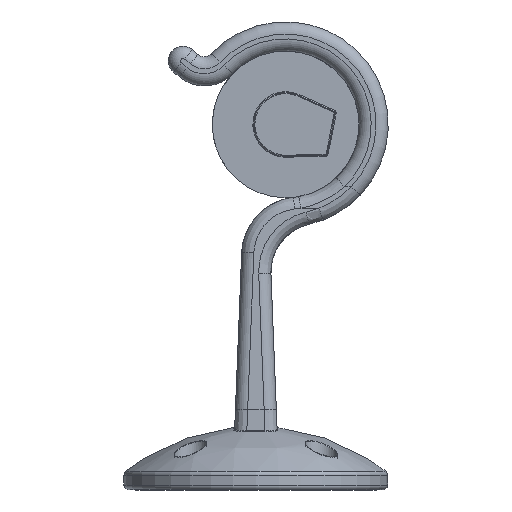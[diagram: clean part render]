
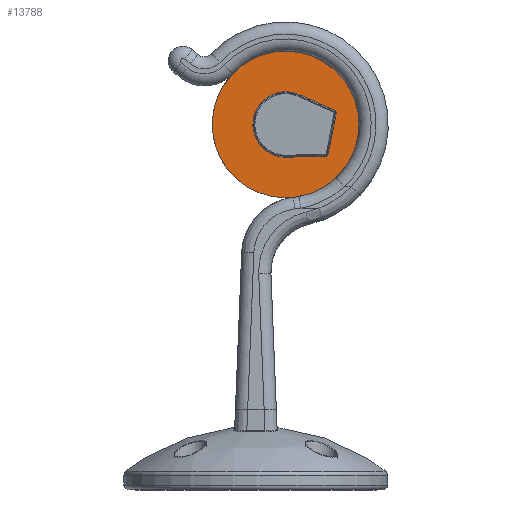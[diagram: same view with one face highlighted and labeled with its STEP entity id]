
A CAD part, left-side view. The second image highlights one B-rep face of the part: STEP entity #13788.
In plain terms, the highlighted planar face has unit normal (-1, 0, 0).
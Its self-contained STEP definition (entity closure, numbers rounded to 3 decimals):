
#93 = DIRECTION ( 'NONE',  ( 0., 0.981, 0.196 ) ) ;
#449 = VERTEX_POINT ( 'NONE', #934 ) ;
#724 = EDGE_CURVE ( 'NONE', #14855, #869, #2694, .T. ) ;
#860 = AXIS2_PLACEMENT_3D ( 'NONE', #15167, #7658, #93 ) ;
#869 = VERTEX_POINT ( 'NONE', #5475 ) ;
#934 = CARTESIAN_POINT ( 'NONE',  ( -408.97, 32.272, 5.189 ) ) ;
#987 = EDGE_CURVE ( 'NONE', #11149, #11149, #4469, .T. ) ;
#1082 = DIRECTION ( 'NONE',  ( 0., 0.981, 0.196 ) ) ;
#1499 = VERTEX_POINT ( 'NONE', #9152 ) ;
#1998 = AXIS2_PLACEMENT_3D ( 'NONE', #4726, #6025, #14807 ) ;
#2243 = DIRECTION ( 'NONE',  ( 0., 0.196, -0.981 ) ) ;
#2639 = ORIENTED_EDGE ( 'NONE', *, *, #4722, .T. ) ;
#2694 = CIRCLE ( 'NONE', #7129, 0.4 ) ;
#2775 = FACE_OUTER_BOUND ( 'NONE', #12954, .T. ) ;
#2980 = ORIENTED_EDGE ( 'NONE', *, *, #4486, .T. ) ;
#3468 = ORIENTED_EDGE ( 'NONE', *, *, #4979, .T. ) ;
#3671 = ORIENTED_EDGE ( 'NONE', *, *, #13954, .T. ) ;
#3878 = CARTESIAN_POINT ( 'NONE',  ( -408.97, 26.748, -7.005 ) ) ;
#4469 = CIRCLE ( 'NONE', #860, 15. ) ;
#4486 = EDGE_CURVE ( 'NONE', #13924, #869, #13658, .T. ) ;
#4704 = VECTOR ( 'NONE', #10883, 1000. ) ;
#4722 = EDGE_CURVE ( 'NONE', #14855, #1499, #12877, .T. ) ;
#4726 = CARTESIAN_POINT ( 'NONE',  ( -408.97, 35.015, -0.924 ) ) ;
#4979 = EDGE_CURVE ( 'NONE', #1499, #449, #12622, .T. ) ;
#5137 = DIRECTION ( 'NONE',  ( 0., 0.981, 0.196 ) ) ;
#5475 = CARTESIAN_POINT ( 'NONE',  ( -408.97, 26.355, -7.084 ) ) ;
#5700 = AXIS2_PLACEMENT_3D ( 'NONE', #14948, #7437, #16217 ) ;
#5802 = ORIENTED_EDGE ( 'NONE', *, *, #724, .F. ) ;
#5836 = CARTESIAN_POINT ( 'NONE',  ( -408.97, 24.735, 1.807 ) ) ;
#6025 = DIRECTION ( 'NONE',  ( 1., 0., 0. ) ) ;
#6097 = ORIENTED_EDGE ( 'NONE', *, *, #987, .F. ) ;
#6160 = ORIENTED_EDGE ( 'NONE', *, *, #7315, .F. ) ;
#7129 = AXIS2_PLACEMENT_3D ( 'NONE', #3878, #12670, #5137 ) ;
#7246 = CARTESIAN_POINT ( 'NONE',  ( -408.97, 26.387, -7.24 ) ) ;
#7314 = CIRCLE ( 'NONE', #5700, 0.4 ) ;
#7315 = EDGE_CURVE ( 'NONE', #13924, #14851, #7314, .T. ) ;
#7380 = VECTOR ( 'NONE', #2243, 1000. ) ;
#7437 = DIRECTION ( 'NONE',  ( -1., 0., 0. ) ) ;
#7658 = DIRECTION ( 'NONE',  ( 1., 0., 0. ) ) ;
#8231 = LINE ( 'NONE', #5836, #4704 ) ;
#8639 = DIRECTION ( 'NONE',  ( 1., 0., 0. ) ) ;
#9152 = CARTESIAN_POINT ( 'NONE',  ( -408.97, 34.836, -7.622 ) ) ;
#9379 = DIRECTION ( 'NONE',  ( 0., 1., -0.027 ) ) ;
#9568 = CARTESIAN_POINT ( 'NONE',  ( -408.97, 49.723, 2.02 ) ) ;
#9649 = CARTESIAN_POINT ( 'NONE',  ( -408.97, 24.88, 1.872 ) ) ;
#10883 = DIRECTION ( 'NONE',  ( 0., -0.912, -0.409 ) ) ;
#11149 = VERTEX_POINT ( 'NONE', #9568 ) ;
#11873 = EDGE_LOOP ( 'NONE', ( #6160, #2980, #5802, #2639, #3468, #3671 ) ) ;
#12253 = PLANE ( 'NONE',  #1998 ) ;
#12457 = VECTOR ( 'NONE', #9379, 1000. ) ;
#12622 = CIRCLE ( 'NONE', #14640, 6.7 ) ;
#12670 = DIRECTION ( 'NONE',  ( -1., 0., 0. ) ) ;
#12877 = LINE ( 'NONE', #15260, #12457 ) ;
#12954 = EDGE_LOOP ( 'NONE', ( #6097 ) ) ;
#13658 = LINE ( 'NONE', #7246, #7380 ) ;
#13788 = ADVANCED_FACE ( 'NONE', ( #14971, #2775 ), #12253, .F. ) ;
#13924 = VERTEX_POINT ( 'NONE', #15846 ) ;
#13954 = EDGE_CURVE ( 'NONE', #449, #14851, #8231, .T. ) ;
#14640 = AXIS2_PLACEMENT_3D ( 'NONE', #16181, #8639, #1082 ) ;
#14707 = CARTESIAN_POINT ( 'NONE',  ( -408.97, 26.737, -7.405 ) ) ;
#14807 = DIRECTION ( 'NONE',  ( 0., 0.981, 0.196 ) ) ;
#14851 = VERTEX_POINT ( 'NONE', #9649 ) ;
#14855 = VERTEX_POINT ( 'NONE', #14707 ) ;
#14948 = CARTESIAN_POINT ( 'NONE',  ( -408.97, 25.044, 1.507 ) ) ;
#14971 = FACE_BOUND ( 'NONE', #11873, .T. ) ;
#15167 = CARTESIAN_POINT ( 'NONE',  ( -408.97, 35.015, -0.924 ) ) ;
#15260 = CARTESIAN_POINT ( 'NONE',  ( -408.97, 34.836, -7.622 ) ) ;
#15846 = CARTESIAN_POINT ( 'NONE',  ( -408.97, 24.652, 1.428 ) ) ;
#16181 = CARTESIAN_POINT ( 'NONE',  ( -408.97, 35.015, -0.924 ) ) ;
#16217 = DIRECTION ( 'NONE',  ( 0., 0.981, 0.196 ) ) ;
